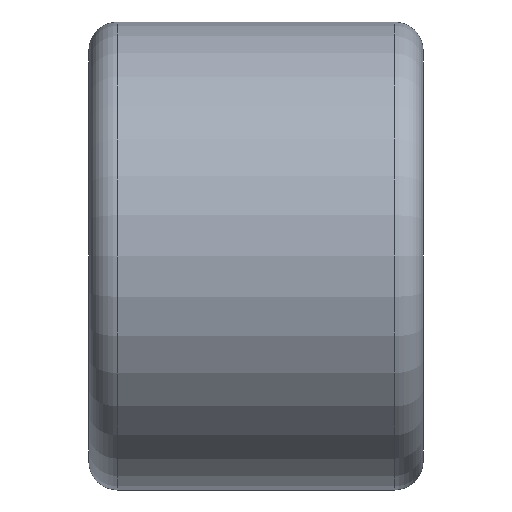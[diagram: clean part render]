
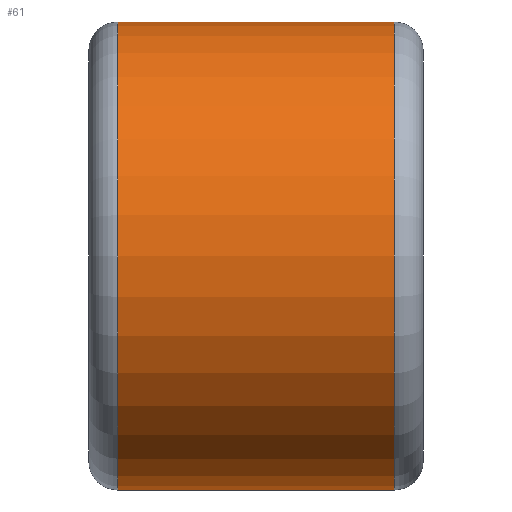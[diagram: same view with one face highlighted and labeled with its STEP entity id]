
A CAD part, left-side view. The second image highlights one B-rep face of the part: STEP entity #61.
In plain terms, the highlighted cylindrical face has radius 2.45 mm (diameter 4.9 mm), a partial arc.
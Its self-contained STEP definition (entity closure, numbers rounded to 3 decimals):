
#11 = EDGE_CURVE ( 'NONE', #102, #16, #89, .T. ) ;
#14 = DIRECTION ( 'NONE',  ( 0., 0., 1. ) ) ;
#16 = VERTEX_POINT ( 'NONE', #280 ) ;
#53 = AXIS2_PLACEMENT_3D ( 'NONE', #218, #345, #181 ) ;
#54 = CIRCLE ( 'NONE', #303, 2.45 ) ;
#56 = DIRECTION ( 'NONE',  ( 0., -1., 0. ) ) ;
#61 = ADVANCED_FACE ( 'NONE', ( #98 ), #292, .T. ) ;
#68 = ORIENTED_EDGE ( 'NONE', *, *, #11, .T. ) ;
#87 = VERTEX_POINT ( 'NONE', #169 ) ;
#89 = CIRCLE ( 'NONE', #53, 2.45 ) ;
#97 = CARTESIAN_POINT ( 'NONE',  ( 0., 1.75, 2.45 ) ) ;
#98 = FACE_OUTER_BOUND ( 'NONE', #108, .T. ) ;
#102 = VERTEX_POINT ( 'NONE', #200 ) ;
#103 = CARTESIAN_POINT ( 'NONE',  ( 0., 1.45, 2.45 ) ) ;
#108 = EDGE_LOOP ( 'NONE', ( #201, #279, #314, #68 ) ) ;
#123 = DIRECTION ( 'NONE',  ( 0., 0., -1. ) ) ;
#124 = LINE ( 'NONE', #97, #290 ) ;
#169 = CARTESIAN_POINT ( 'NONE',  ( 0., 1.45, -2.45 ) ) ;
#174 = VERTEX_POINT ( 'NONE', #103 ) ;
#181 = DIRECTION ( 'NONE',  ( 0., 0., 1. ) ) ;
#195 = DIRECTION ( 'NONE',  ( 0., -1., 0. ) ) ;
#200 = CARTESIAN_POINT ( 'NONE',  ( 0., -1.45, -2.45 ) ) ;
#201 = ORIENTED_EDGE ( 'NONE', *, *, #362, .F. ) ;
#218 = CARTESIAN_POINT ( 'NONE',  ( 0., -1.45, 0. ) ) ;
#221 = CARTESIAN_POINT ( 'NONE',  ( 0., 1.75, -2.45 ) ) ;
#251 = EDGE_CURVE ( 'NONE', #87, #102, #401, .T. ) ;
#279 = ORIENTED_EDGE ( 'NONE', *, *, #382, .T. ) ;
#280 = CARTESIAN_POINT ( 'NONE',  ( 0., -1.45, 2.45 ) ) ;
#290 = VECTOR ( 'NONE', #379, 1000. ) ;
#292 = CYLINDRICAL_SURFACE ( 'NONE', #296, 2.45 ) ;
#296 = AXIS2_PLACEMENT_3D ( 'NONE', #356, #195, #123 ) ;
#303 = AXIS2_PLACEMENT_3D ( 'NONE', #317, #323, #14 ) ;
#314 = ORIENTED_EDGE ( 'NONE', *, *, #251, .T. ) ;
#317 = CARTESIAN_POINT ( 'NONE',  ( 0., 1.45, 0. ) ) ;
#323 = DIRECTION ( 'NONE',  ( 0., -1., 0. ) ) ;
#345 = DIRECTION ( 'NONE',  ( 0., 1., 0. ) ) ;
#356 = CARTESIAN_POINT ( 'NONE',  ( 0., 1.75, 0. ) ) ;
#362 = EDGE_CURVE ( 'NONE', #174, #16, #124, .T. ) ;
#365 = VECTOR ( 'NONE', #56, 1000. ) ;
#379 = DIRECTION ( 'NONE',  ( 0., -1., 0. ) ) ;
#382 = EDGE_CURVE ( 'NONE', #174, #87, #54, .T. ) ;
#401 = LINE ( 'NONE', #221, #365 ) ;
